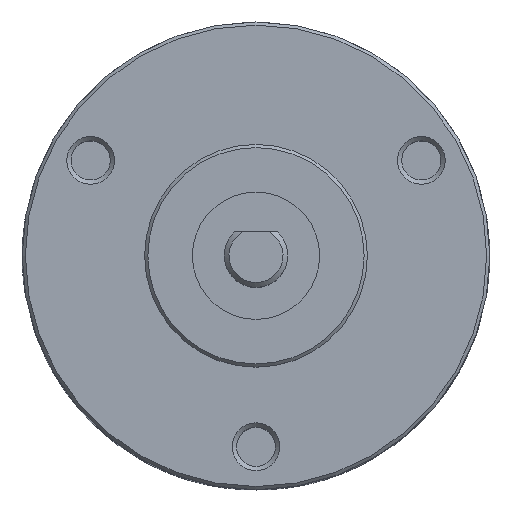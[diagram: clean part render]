
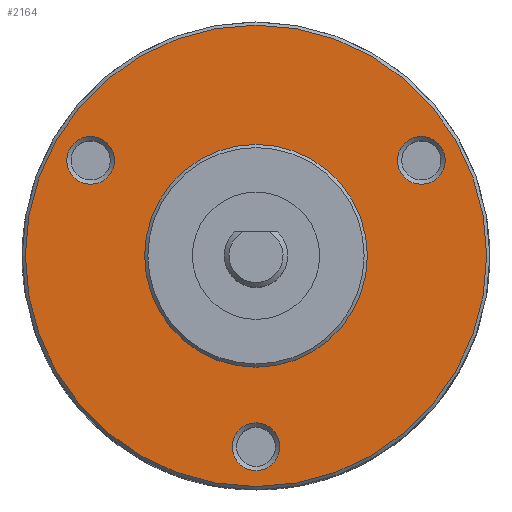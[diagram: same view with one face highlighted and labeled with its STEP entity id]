
A CAD part, top view. The second image highlights one B-rep face of the part: STEP entity #2164.
In plain terms, the highlighted planar face has unit normal (0, 0, 1).
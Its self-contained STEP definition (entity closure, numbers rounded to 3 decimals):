
#70=PLANE('',#2378);
#205=CIRCLE('',#2377,7.);
#206=CIRCLE('',#2379,14.5);
#207=CIRCLE('',#2380,1.5);
#208=CIRCLE('',#2381,1.5);
#209=CIRCLE('',#2382,1.5);
#392=ORIENTED_EDGE('',*,*,#954,.F.);
#393=ORIENTED_EDGE('',*,*,#955,.F.);
#394=ORIENTED_EDGE('',*,*,#956,.F.);
#395=ORIENTED_EDGE('',*,*,#957,.F.);
#396=ORIENTED_EDGE('',*,*,#953,.T.);
#953=EDGE_CURVE('',#1231,#1231,#205,.T.);
#954=EDGE_CURVE('',#1232,#1232,#206,.T.);
#955=EDGE_CURVE('',#1233,#1233,#207,.T.);
#956=EDGE_CURVE('',#1234,#1234,#208,.T.);
#957=EDGE_CURVE('',#1235,#1235,#209,.T.);
#1231=VERTEX_POINT('',#3526);
#1232=VERTEX_POINT('',#3529);
#1233=VERTEX_POINT('',#3531);
#1234=VERTEX_POINT('',#3533);
#1235=VERTEX_POINT('',#3535);
#1676=EDGE_LOOP('',(#392));
#1677=EDGE_LOOP('',(#393));
#1678=EDGE_LOOP('',(#394));
#1679=EDGE_LOOP('',(#395));
#1680=EDGE_LOOP('',(#396));
#1908=FACE_BOUND('',#1676,.T.);
#1909=FACE_BOUND('',#1677,.T.);
#1910=FACE_BOUND('',#1678,.T.);
#1911=FACE_BOUND('',#1679,.T.);
#1912=FACE_BOUND('',#1680,.T.);
#2164=ADVANCED_FACE('',(#1908,#1909,#1910,#1911,#1912),#70,.F.);
#2377=AXIS2_PLACEMENT_3D('',#3525,#2747,#2748);
#2378=AXIS2_PLACEMENT_3D('',#3527,#2749,#2750);
#2379=AXIS2_PLACEMENT_3D('',#3528,#2751,#2752);
#2380=AXIS2_PLACEMENT_3D('',#3530,#2753,#2754);
#2381=AXIS2_PLACEMENT_3D('',#3532,#2755,#2756);
#2382=AXIS2_PLACEMENT_3D('',#3534,#2757,#2758);
#2747=DIRECTION('',(0.,0.,-1.));
#2748=DIRECTION('',(-1.,0.,0.));
#2749=DIRECTION('',(0.,0.,-1.));
#2750=DIRECTION('',(-1.,0.,0.));
#2751=DIRECTION('',(0.,0.,-1.));
#2752=DIRECTION('',(-1.,0.,0.));
#2753=DIRECTION('',(0.,0.,1.));
#2754=DIRECTION('',(1.,0.,0.));
#2755=DIRECTION('',(0.,0.,1.));
#2756=DIRECTION('',(1.,0.,0.));
#2757=DIRECTION('',(0.,0.,1.));
#2758=DIRECTION('',(1.,0.,0.));
#3525=CARTESIAN_POINT('',(0.,0.,-2.));
#3526=CARTESIAN_POINT('',(-7.,0.,-2.));
#3527=CARTESIAN_POINT('',(0.,7.,-2.));
#3528=CARTESIAN_POINT('',(0.,0.,-2.));
#3529=CARTESIAN_POINT('',(-14.5,0.,-2.));
#3530=CARTESIAN_POINT('',(10.392,6.,-2.));
#3531=CARTESIAN_POINT('',(11.892,6.,-2.));
#3532=CARTESIAN_POINT('',(-10.392,6.,-2.));
#3533=CARTESIAN_POINT('',(-8.892,6.,-2.));
#3534=CARTESIAN_POINT('',(0.,-12.,-2.));
#3535=CARTESIAN_POINT('',(1.5,-12.,-2.));
